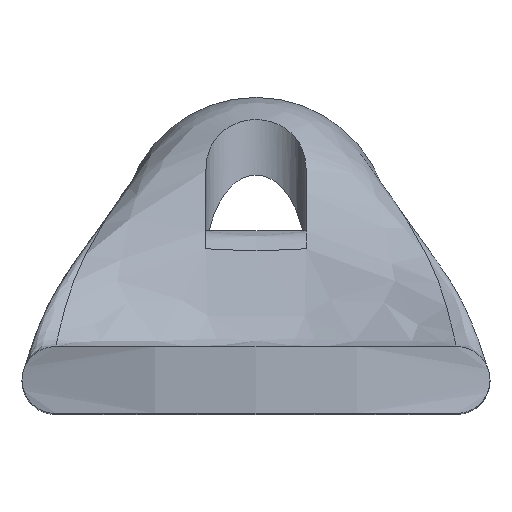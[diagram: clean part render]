
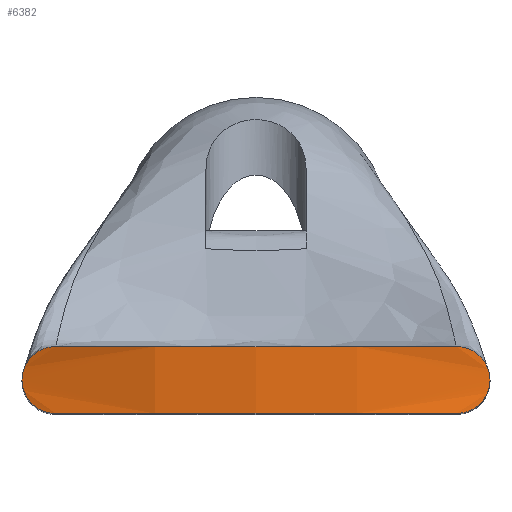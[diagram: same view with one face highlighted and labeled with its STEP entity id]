
A CAD part, top view. The second image highlights one B-rep face of the part: STEP entity #6382.
In plain terms, the highlighted cylindrical face has radius 20 mm (diameter 40 mm), a partial arc.
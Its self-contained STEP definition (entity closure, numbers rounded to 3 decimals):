
#4009=CARTESIAN_POINT('',(-6.,-3.5,26.796));
#4010=VERTEX_POINT('',#4009);
#4019=CARTESIAN_POINT('',(6.,-3.5,26.796));
#4020=VERTEX_POINT('',#4019);
#4021=CARTESIAN_POINT('',(0.0,-3.5,7.717));
#4022=DIRECTION('',(0.0,-1.,0.0));
#4023=DIRECTION('',(-0.35,0.0,0.937));
#4024=AXIS2_PLACEMENT_3D('',#4021,#4022,#4023);
#4025=CIRCLE('',#4024,20.0);
#4026=EDGE_CURVE('',#4020,#4010,#4025,.T.);
#6307=CARTESIAN_POINT('',(0.0,-5.5,7.717));
#6308=DIRECTION('',(0.0,1.0,0.0));
#6309=DIRECTION('',(-0.35,0.0,0.937));
#6310=AXIS2_PLACEMENT_3D('',#6307,#6308,#6309);
#6311=CYLINDRICAL_SURFACE('',#6310,20.0);
#6312=CARTESIAN_POINT('',(-6.,-5.5,26.796));
#6313=VERTEX_POINT('',#6312);
#6314=CARTESIAN_POINT('',(-7.,-4.5,26.452));
#6315=VERTEX_POINT('',#6314);
#6316=CARTESIAN_POINT('',(-6.,-5.5,26.796));
#6317=CARTESIAN_POINT('',(-6.127,-5.5,26.756));
#6318=CARTESIAN_POINT('',(-6.262,-5.475,26.712));
#6319=CARTESIAN_POINT('',(-6.511,-5.37,26.628));
#6320=CARTESIAN_POINT('',(-6.625,-5.291,26.588));
#6321=CARTESIAN_POINT('',(-6.8,-5.112,26.526));
#6322=CARTESIAN_POINT('',(-6.875,-5.002,26.498));
#6323=CARTESIAN_POINT('',(-6.975,-4.758,26.461));
#6324=CARTESIAN_POINT('',(-7.,-4.625,26.452));
#6325=CARTESIAN_POINT('',(-7.,-4.5,26.452));
#6326=B_SPLINE_CURVE_WITH_KNOTS('',3,(#6316,#6317,#6318,#6319,#6320,#6321,#6322,#6323,#6324,#6325),.UNSPECIFIED.,.F.,.U.,(4,2,2,2,4),(0.154,0.194,0.234,0.271,0.309),.UNSPECIFIED.);
#6327=EDGE_CURVE('',#6313,#6315,#6326,.T.);
#6328=ORIENTED_EDGE('',*,*,#6327,.F.);
#6329=CARTESIAN_POINT('',(6.,-5.5,26.796));
#6330=VERTEX_POINT('',#6329);
#6331=CARTESIAN_POINT('',(0.0,-5.5,7.717));
#6332=DIRECTION('',(0.0,1.,0.0));
#6333=DIRECTION('',(-0.35,0.0,0.937));
#6334=AXIS2_PLACEMENT_3D('',#6331,#6332,#6333);
#6335=CIRCLE('',#6334,20.0);
#6336=EDGE_CURVE('',#6313,#6330,#6335,.T.);
#6337=ORIENTED_EDGE('',*,*,#6336,.T.);
#6338=CARTESIAN_POINT('',(7.,-4.5,26.452));
#6339=VERTEX_POINT('',#6338);
#6340=CARTESIAN_POINT('',(7.,-4.5,26.452));
#6341=CARTESIAN_POINT('',(7.,-4.625,26.452));
#6342=CARTESIAN_POINT('',(6.975,-4.758,26.461));
#6343=CARTESIAN_POINT('',(6.875,-5.002,26.498));
#6344=CARTESIAN_POINT('',(6.8,-5.112,26.526));
#6345=CARTESIAN_POINT('',(6.625,-5.291,26.588));
#6346=CARTESIAN_POINT('',(6.511,-5.37,26.628));
#6347=CARTESIAN_POINT('',(6.262,-5.475,26.712));
#6348=CARTESIAN_POINT('',(6.127,-5.5,26.756));
#6349=CARTESIAN_POINT('',(6.,-5.5,26.796));
#6350=B_SPLINE_CURVE_WITH_KNOTS('',3,(#6340,#6341,#6342,#6343,#6344,#6345,#6346,#6347,#6348,#6349),.UNSPECIFIED.,.F.,.U.,(4,2,2,2,4),(0.309,0.346,0.384,0.424,0.464),.UNSPECIFIED.);
#6351=EDGE_CURVE('',#6339,#6330,#6350,.T.);
#6352=ORIENTED_EDGE('',*,*,#6351,.F.);
#6353=CARTESIAN_POINT('',(6.,-3.5,26.796));
#6354=CARTESIAN_POINT('',(6.127,-3.5,26.756));
#6355=CARTESIAN_POINT('',(6.262,-3.525,26.712));
#6356=CARTESIAN_POINT('',(6.511,-3.63,26.628));
#6357=CARTESIAN_POINT('',(6.625,-3.709,26.588));
#6358=CARTESIAN_POINT('',(6.8,-3.888,26.526));
#6359=CARTESIAN_POINT('',(6.875,-3.998,26.498));
#6360=CARTESIAN_POINT('',(6.975,-4.242,26.461));
#6361=CARTESIAN_POINT('',(7.,-4.375,26.452));
#6362=CARTESIAN_POINT('',(7.,-4.5,26.452));
#6363=B_SPLINE_CURVE_WITH_KNOTS('',3,(#6353,#6354,#6355,#6356,#6357,#6358,#6359,#6360,#6361,#6362),.UNSPECIFIED.,.F.,.U.,(4,2,2,2,4),(0.463,0.502,0.542,0.58,0.618),.UNSPECIFIED.);
#6364=EDGE_CURVE('',#4020,#6339,#6363,.T.);
#6365=ORIENTED_EDGE('',*,*,#6364,.F.);
#6366=ORIENTED_EDGE('',*,*,#4026,.T.);
#6367=CARTESIAN_POINT('',(-7.,-4.5,26.452));
#6368=CARTESIAN_POINT('',(-7.,-4.375,26.452));
#6369=CARTESIAN_POINT('',(-6.975,-4.242,26.461));
#6370=CARTESIAN_POINT('',(-6.875,-3.998,26.498));
#6371=CARTESIAN_POINT('',(-6.8,-3.888,26.526));
#6372=CARTESIAN_POINT('',(-6.625,-3.709,26.588));
#6373=CARTESIAN_POINT('',(-6.511,-3.63,26.628));
#6374=CARTESIAN_POINT('',(-6.262,-3.525,26.712));
#6375=CARTESIAN_POINT('',(-6.127,-3.5,26.756));
#6376=CARTESIAN_POINT('',(-6.0,-3.5,26.796));
#6377=B_SPLINE_CURVE_WITH_KNOTS('',3,(#6367,#6368,#6369,#6370,#6371,#6372,#6373,#6374,#6375,#6376),.UNSPECIFIED.,.F.,.U.,(4,2,2,2,4),(0.618,0.655,0.693,0.733,0.772),.UNSPECIFIED.);
#6378=EDGE_CURVE('',#6315,#4010,#6377,.T.);
#6379=ORIENTED_EDGE('',*,*,#6378,.F.);
#6380=EDGE_LOOP('',(#6328,#6337,#6352,#6365,#6366,#6379));
#6381=FACE_OUTER_BOUND('',#6380,.T.);
#6382=ADVANCED_FACE('',(#6381),#6311,.T.);
